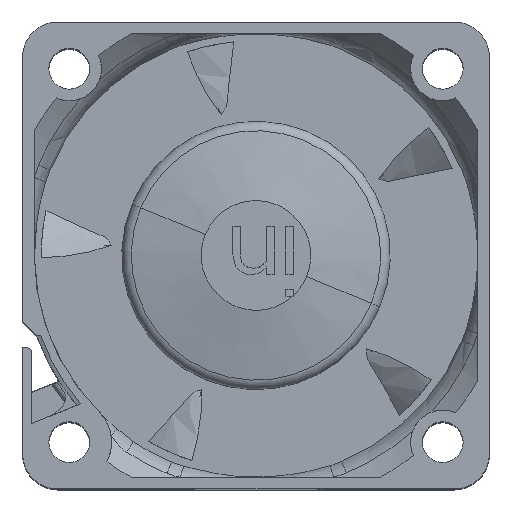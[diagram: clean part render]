
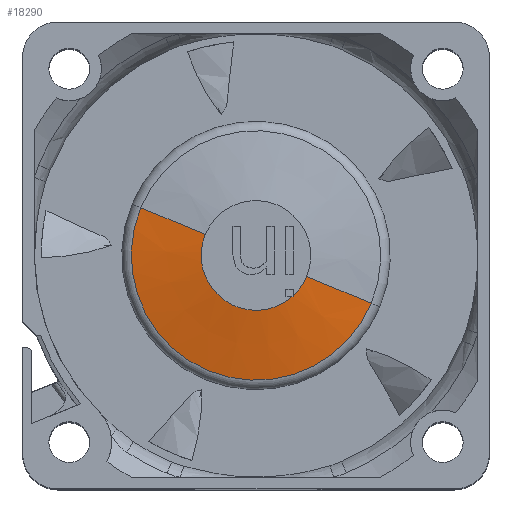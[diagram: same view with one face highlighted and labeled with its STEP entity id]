
A CAD part, top view. The second image highlights one B-rep face of the part: STEP entity #18290.
In plain terms, the highlighted conical face has half-angle 79.177 degrees and reference radius 7.694 mm.
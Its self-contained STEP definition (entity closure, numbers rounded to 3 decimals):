
#6891=CARTESIAN_POINT('',(1.16,1.37,22.385));
#6892=CARTESIAN_POINT('',(1.14,1.37,22.388));
#6893=CARTESIAN_POINT('',(1.101,1.37,22.393));
#6894=CARTESIAN_POINT('',(1.062,1.37,22.398));
#6895=CARTESIAN_POINT('',(1.042,1.37,22.4));
#6897=CARTESIAN_POINT('',(1.16,1.475,22.4));
#6898=CARTESIAN_POINT('',(1.16,1.458,22.398));
#6899=CARTESIAN_POINT('',(1.16,1.423,22.393));
#6900=CARTESIAN_POINT('',(1.16,1.388,22.388));
#6901=CARTESIAN_POINT('',(1.16,1.37,22.385));
#6903=CARTESIAN_POINT('',(-2.027,4.929,22.4));
#6904=DIRECTION('',(0.,0.,1.));
#6905=DIRECTION('',(0.678,-0.735,0.));
#6906=AXIS2_PLACEMENT_3D('',#6903,#6904,#6905);
#6908=DIRECTION('',(0.907,-0.376,-0.188));
#6909=VECTOR('',#6908,6.096);
#6910=CARTESIAN_POINT('',(2.314,3.129,22.4));
#6911=LINE('',#6910,#6909);
#6912=CARTESIAN_POINT('',(-2.027,4.929,21.255));
#6913=DIRECTION('',(0.,0.,-1.));
#6914=DIRECTION('',(0.924,-0.383,0.));
#6915=AXIS2_PLACEMENT_3D('',#6912,#6913,#6914);
#6917=DIRECTION('',(0.907,-0.376,0.188));
#6918=VECTOR('',#6917,6.096);
#6919=CARTESIAN_POINT('',(-11.9,9.023,21.255));
#6920=LINE('',#6919,#6918);
#6921=CARTESIAN_POINT('',(-2.027,4.929,22.4));
#6922=DIRECTION('',(0.,0.,1.));
#6923=DIRECTION('',(-0.924,0.383,0.));
#6924=AXIS2_PLACEMENT_3D('',#6921,#6922,#6923);
#9422=CARTESIAN_POINT('',(7.845,0.835,21.255));
#9424=VERTEX_POINT('',#9422);
#9427=CARTESIAN_POINT('',(-11.9,9.023,21.255));
#9428=VERTEX_POINT('',#9427);
#9488=CARTESIAN_POINT('',(2.314,3.129,22.4));
#9489=CARTESIAN_POINT('',(-6.369,6.729,22.4));
#9490=VERTEX_POINT('',#9488);
#9491=VERTEX_POINT('',#9489);
#10033=CARTESIAN_POINT('',(1.042,1.37,22.4));
#10034=VERTEX_POINT('',#10033);
#10035=CARTESIAN_POINT('',(1.16,1.475,22.4));
#10037=VERTEX_POINT('',#10035);
#10087=VERTEX_POINT('',#6891);
#18275=CARTESIAN_POINT('',(-2.027,4.929,
21.828));
#18276=DIRECTION('',(0.,0.,-1.));
#18277=DIRECTION('',(-0.924,0.383,0.));
#18278=AXIS2_PLACEMENT_3D('',#18275,#18276,#18277);
#18279=CONICAL_SURFACE('',#18278,7.694,79.177);
#18281=ORIENTED_EDGE('',*,*,#18280,.F.);
#18282=ORIENTED_EDGE('',*,*,#18266,.F.);
#18283=ORIENTED_EDGE('',*,*,#18024,.T.);
#18284=ORIENTED_EDGE('',*,*,#18007,.T.);
#18285=ORIENTED_EDGE('',*,*,#17979,.T.);
#18286=ORIENTED_EDGE('',*,*,#18004,.T.);
#18287=ORIENTED_EDGE('',*,*,#18021,.T.);
#18288=EDGE_LOOP('',(#18281,#18282,#18283,#18284,#18285,#18286,#18287));
#18289=FACE_OUTER_BOUND('',#18288,.F.);
#18290=ADVANCED_FACE('',(#18289),#18279,.T.);
#6896=B_SPLINE_CURVE_WITH_KNOTS('',3,(#6891,#6892,#6893,#6894,#6895),
.UNSPECIFIED.,.F.,.F.,(4,1,4),(0.,0.5,1.),.UNSPECIFIED.);
#6902=B_SPLINE_CURVE_WITH_KNOTS('',3,(#6897,#6898,#6899,#6900,#6901),
.UNSPECIFIED.,.F.,.F.,(4,1,4),(0.,0.5,1.),.UNSPECIFIED.);
#6907=CIRCLE('',#6906,4.7);
#6916=CIRCLE('',#6915,10.688);
#6925=CIRCLE('',#6924,4.7);
#17979=EDGE_CURVE('',#9424,#9428,#6916,.T.);
#18004=EDGE_CURVE('',#9428,#9491,#6920,.T.);
#18007=EDGE_CURVE('',#9490,#9424,#6911,.T.);
#18021=EDGE_CURVE('',#9491,#10034,#6925,.T.);
#18024=EDGE_CURVE('',#10037,#9490,#6907,.T.);
#18266=EDGE_CURVE('',#10037,#10087,#6902,.T.);
#18280=EDGE_CURVE('',#10087,#10034,#6896,.T.);
